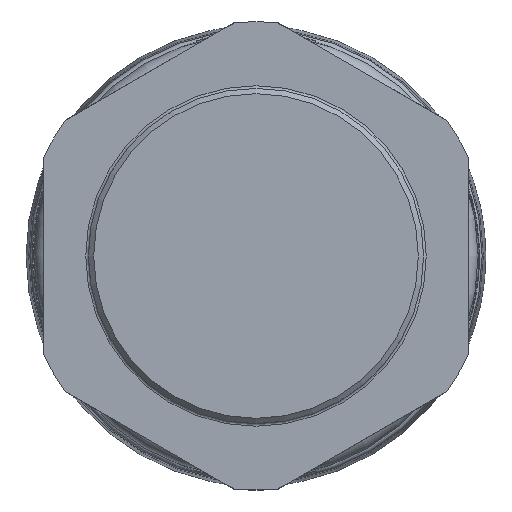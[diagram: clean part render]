
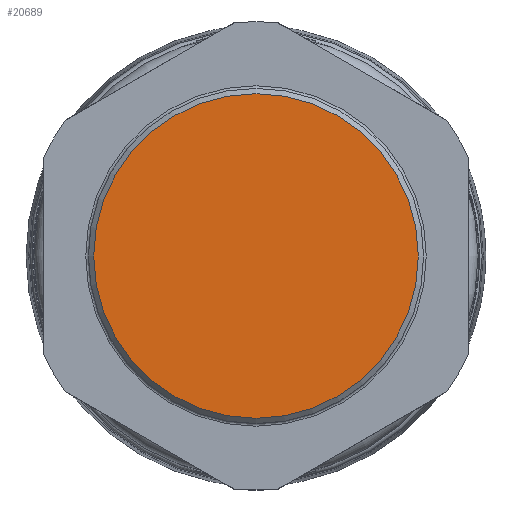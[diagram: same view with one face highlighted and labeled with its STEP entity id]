
A CAD part, left-side view. The second image highlights one B-rep face of the part: STEP entity #20689.
In plain terms, the highlighted planar face has unit normal (-1, 0, 0).
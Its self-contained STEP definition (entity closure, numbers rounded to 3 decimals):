
#1586=CIRCLE('',#22208,30.5);
#2982=FACE_OUTER_BOUND('',#4234,.T.);
#4234=EDGE_LOOP('',(#15673));
#8552=VERTEX_POINT('',#37693);
#11111=EDGE_CURVE('',#8552,#8552,#1586,.T.);
#15673=ORIENTED_EDGE('',*,*,#11111,.F.);
#18804=PLANE('',#22207);
#20689=ADVANCED_FACE('',(#2982),#18804,.T.);
#22207=AXIS2_PLACEMENT_3D('',#37692,#26020,#26021);
#22208=AXIS2_PLACEMENT_3D('',#37694,#26022,#26023);
#26020=DIRECTION('center_axis',(-1.,0.,0.));
#26021=DIRECTION('ref_axis',(0.,0.,-1.));
#26022=DIRECTION('center_axis',(1.,0.,0.));
#26023=DIRECTION('ref_axis',(0.,0.,1.));
#37692=CARTESIAN_POINT('Origin',(-52.322,-30.5,0.));
#37693=CARTESIAN_POINT('',(-52.322,-30.5,0.));
#37694=CARTESIAN_POINT('Origin',(-52.322,0.,
0.));
